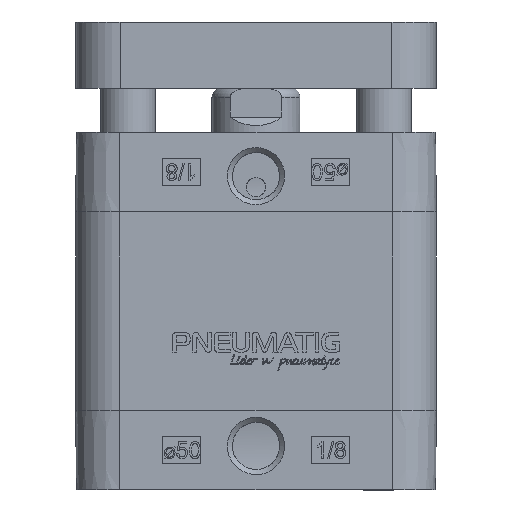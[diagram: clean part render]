
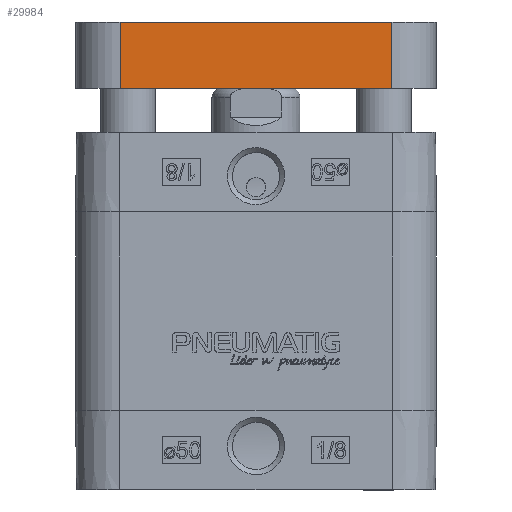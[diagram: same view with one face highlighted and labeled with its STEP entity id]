
A CAD part, left-side view. The second image highlights one B-rep face of the part: STEP entity #29984.
In plain terms, the highlighted planar face has unit normal (-1, 0, 0).
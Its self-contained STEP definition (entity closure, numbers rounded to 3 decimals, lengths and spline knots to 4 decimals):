
#1382=LINE($,#54104,#3625);
#1385=LINE($,#54130,#3628);
#1519=LINE($,#54553,#3762);
#1520=LINE($,#54555,#3763);
#3625=VECTOR($,#34495,4.94);
#3628=VECTOR($,#34520,4.94);
#3762=VECTOR($,#35010,1.2);
#3763=VECTOR($,#35013,1.2);
#7237=PLANE($,#31335);
#9133=FACE_OUTER_BOUND($,#10952,.T.);
#10952=EDGE_LOOP($,(#25742,#25743,#25744,#25745));
#14204=VERTEX_POINT($,#54101);
#14205=VERTEX_POINT($,#54103);
#14216=VERTEX_POINT($,#54127);
#14217=VERTEX_POINT($,#54129);
#18104=EDGE_CURVE($,#14205,#14204,#1382,.T.);
#18116=EDGE_CURVE($,#14217,#14216,#1385,.T.);
#18318=EDGE_CURVE($,#14216,#14205,#1519,.T.);
#18319=EDGE_CURVE($,#14217,#14204,#1520,.T.);
#25742=ORIENTED_EDGE($,*,*,#18104,.T.);
#25743=ORIENTED_EDGE($,*,*,#18319,.F.);
#25744=ORIENTED_EDGE($,*,*,#18116,.T.);
#25745=ORIENTED_EDGE($,*,*,#18318,.T.);
#29984=ADVANCED_FACE($,(#9133),#7237,.T.);
#31335=AXIS2_PLACEMENT_3D($,#54554,#35011,#35012);
#34495=DIRECTION($,(0.,-1.,0.));
#34520=DIRECTION($,(0.,1.,0.));
#35010=DIRECTION($,(0.,0.,-1.));
#35011=DIRECTION('center_axis',(-1.,0.,0.));
#35012=DIRECTION('ref_axis',(0.,0.,1.));
#35013=DIRECTION($,(0.,0.,-1.));
#54101=CARTESIAN_POINT('',(-3.27,-2.47,7.3));
#54103=CARTESIAN_POINT('',(-3.27,2.47,7.3));
#54104=CARTESIAN_POINT($,(-3.27,2.47,7.3));
#54127=CARTESIAN_POINT('',(-3.27,2.47,8.5));
#54129=CARTESIAN_POINT('',(-3.27,-2.47,8.5));
#54130=CARTESIAN_POINT($,(-3.27,-2.47,8.5));
#54553=CARTESIAN_POINT($,(-3.27,2.47,8.5));
#54554=CARTESIAN_POINT('Origin',(-3.27,2.47,8.5));
#54555=CARTESIAN_POINT($,(-3.27,-2.47,8.5));
